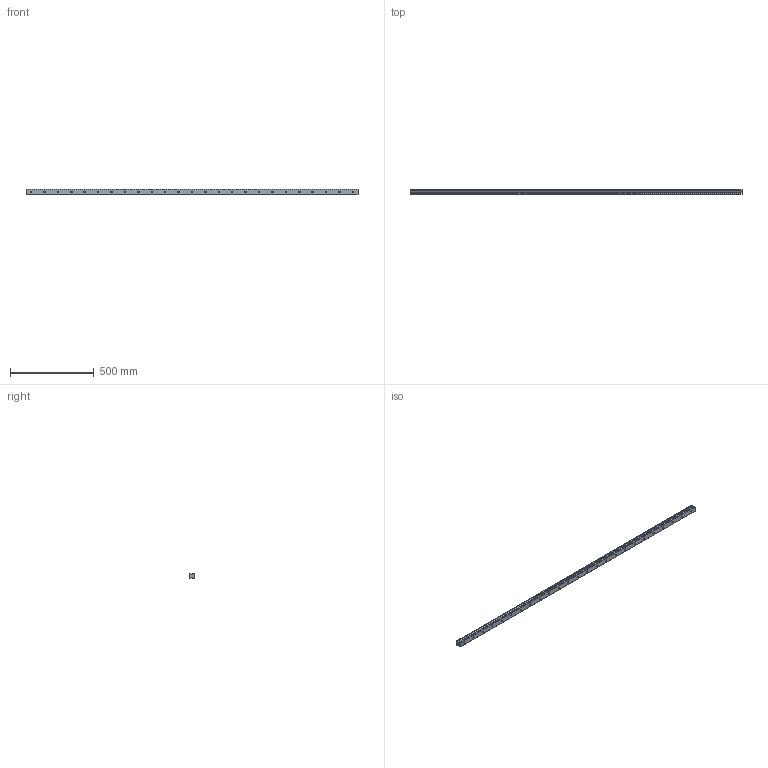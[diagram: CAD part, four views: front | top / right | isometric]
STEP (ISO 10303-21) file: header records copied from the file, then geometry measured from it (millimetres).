
FILE_DESCRIPTION (( 'STEP AP214' ), '1' );
FILE_NAME ('SSR35XTB1SS-1980L_G30_0_B-M6F_934-55_0_0_0.STEP', '2021-06-30T08:35:05', ( '' ), ( '' ), 'SwSTEP 2.0', 'SolidWorks 2021', '' );
FILE_SCHEMA (( 'AUTOMOTIVE_DESIGN' ));
Length unit declared in the file: millimetre
Products named in the file (2): SSR35XTB1SS-1980L_G30_0_B-M6F_934-55_0_0_0; _SSR35XTBY198030 Track
Assembly tree (1 placements, depth 2):
  SSR35XTB1SS-1980L_G30_0_B-M6F_934-55_0_0_0
    _SSR35XTBY198030 Track
Bounding box: 1980 x 27.5 x 34 mm (x, y, z)
Volume: 1575392.7 mm3; surface area: 280995.3 mm2
Topology: 1 solids, 1 shells, 151 faces, 372 edges, 248 vertices
Faces by surface type: cylinder 108, plane 43
Entity records: 4748 total; most frequent: DIRECTION 898, CARTESIAN_POINT 775, ORIENTED_EDGE 744, EDGE_CURVE 372, AXIS2_PLACEMENT_3D 371, VERTEX_POINT 248, EDGE_LOOP 226, CIRCLE 216
